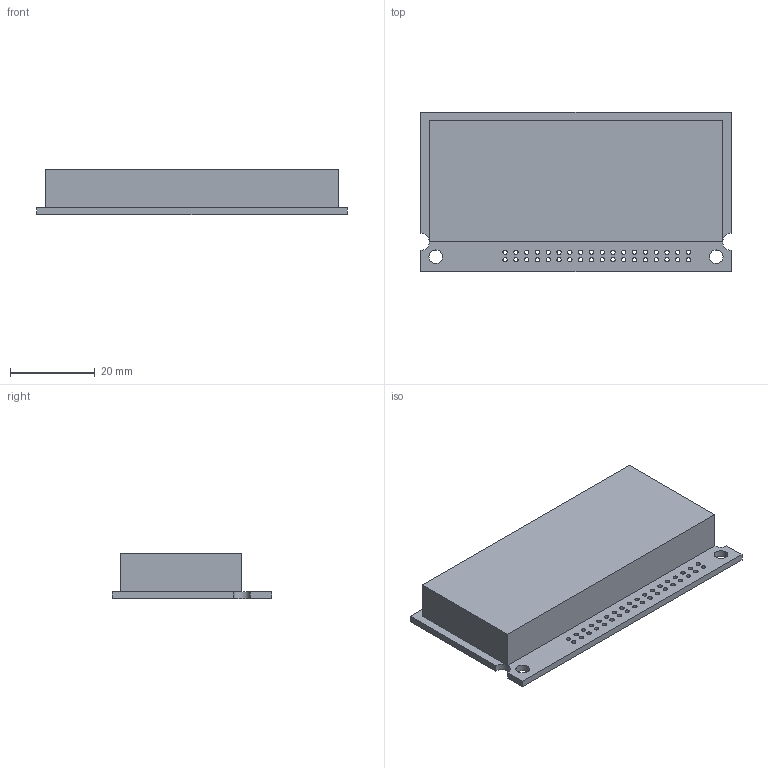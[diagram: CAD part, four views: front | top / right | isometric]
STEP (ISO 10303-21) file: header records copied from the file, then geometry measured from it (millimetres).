
FILE_DESCRIPTION(/* description */ ('Alibre Inc.'),/* implementation_level */ '2;1');
FILE_NAME(/* name */ 'export0',/* time_stamp */ '2016-06-13T11:09:37+02:00',/* author */ (''),/* organization */ (''),/* preprocessor_version */ 'ST-DEVELOPER v14',/* originating_system */ 'Alibre',/* authorisation */ '');
FILE_SCHEMA (('AUTOMOTIVE_DESIGN'));
Length unit declared in the file: centimetre
Bounding box: 73 x 37.5 x 10.6 mm (x, y, z)
Volume: 21986 mm3; surface area: 11624.3 mm2
Topology: 2 solids, 2 shells, 54 faces, 150 edges, 100 vertices
Faces by surface type: cylinder 40, plane 14
Full cylindrical faces by diameter (mm): 1.016 x36, 3.2 x2
Entity records: 1791 total; most frequent: DIRECTION 294, CARTESIAN_POINT 270, ORIENTED_EDGE 224, EDGE_LOOP 168, FACE_BOUND 168, AXIS2_PLACEMENT_3D 138, EDGE_CURVE 112, VERTEX_POINT 100
